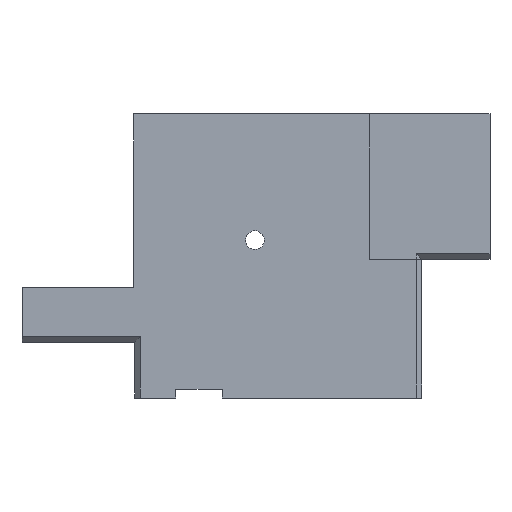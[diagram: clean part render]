
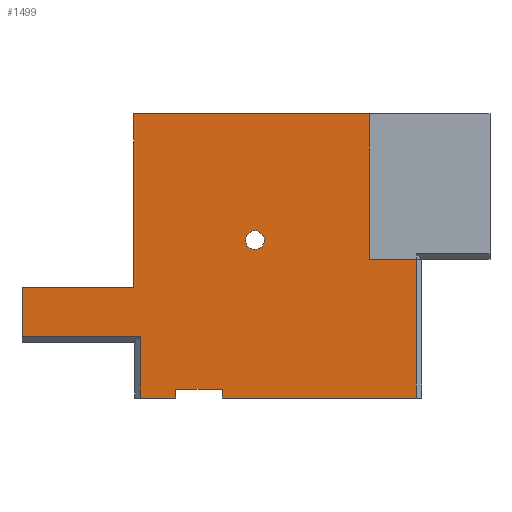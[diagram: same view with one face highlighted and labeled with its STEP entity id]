
A CAD part, front view. The second image highlights one B-rep face of the part: STEP entity #1499.
In plain terms, the highlighted planar face has unit normal (0, -1, 0).
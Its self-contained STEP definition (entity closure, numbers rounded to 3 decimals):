
#52=FACE_BOUND('',#196,.T.);
#65=CIRCLE('',#1597,1.);
#66=CIRCLE('',#1598,1.);
#112=FACE_OUTER_BOUND('',#195,.T.);
#195=EDGE_LOOP('',(#1019,#1020,#1021,#1022,#1023,#1024,#1025,#1026,#1027,
#1028,#1029,#1030,#1031,#1032));
#196=EDGE_LOOP('',(#1033,#1034));
#287=LINE('',#2161,#454);
#291=LINE('',#2172,#458);
#296=LINE('',#2180,#463);
#297=LINE('',#2183,#464);
#303=LINE('',#2195,#470);
#306=LINE('',#2202,#473);
#307=LINE('',#2204,#474);
#308=LINE('',#2206,#475);
#309=LINE('',#2208,#476);
#310=LINE('',#2209,#477);
#311=LINE('',#2211,#478);
#312=LINE('',#2212,#479);
#313=LINE('',#2214,#480);
#314=LINE('',#2215,#481);
#454=VECTOR('',#1730,10.);
#458=VECTOR('',#1738,10.);
#463=VECTOR('',#1745,10.);
#464=VECTOR('',#1748,10.);
#470=VECTOR('',#1756,10.);
#473=VECTOR('',#1763,10.);
#474=VECTOR('',#1764,10.);
#475=VECTOR('',#1765,10.);
#476=VECTOR('',#1766,10.);
#477=VECTOR('',#1767,10.);
#478=VECTOR('',#1768,10.);
#479=VECTOR('',#1769,10.);
#480=VECTOR('',#1770,10.);
#481=VECTOR('',#1771,10.);
#622=VERTEX_POINT('',#2158);
#623=VERTEX_POINT('',#2160);
#627=VERTEX_POINT('',#2170);
#628=VERTEX_POINT('',#2171);
#630=VERTEX_POINT('',#2178);
#631=VERTEX_POINT('',#2182);
#633=VERTEX_POINT('',#2188);
#636=VERTEX_POINT('',#2193);
#638=VERTEX_POINT('',#2201);
#639=VERTEX_POINT('',#2203);
#640=VERTEX_POINT('',#2205);
#641=VERTEX_POINT('',#2207);
#642=VERTEX_POINT('',#2210);
#643=VERTEX_POINT('',#2213);
#644=VERTEX_POINT('',#2216);
#645=VERTEX_POINT('',#2217);
#771=EDGE_CURVE('',#622,#623,#287,.T.);
#776=EDGE_CURVE('',#627,#628,#291,.T.);
#781=EDGE_CURVE('',#630,#627,#296,.T.);
#782=EDGE_CURVE('',#628,#631,#297,.T.);
#788=EDGE_CURVE('',#636,#633,#303,.T.);
#791=EDGE_CURVE('',#630,#638,#306,.T.);
#792=EDGE_CURVE('',#638,#639,#307,.T.);
#793=EDGE_CURVE('',#639,#640,#308,.T.);
#794=EDGE_CURVE('',#640,#641,#309,.T.);
#795=EDGE_CURVE('',#641,#633,#310,.T.);
#796=EDGE_CURVE('',#642,#636,#311,.T.);
#797=EDGE_CURVE('',#642,#623,#312,.T.);
#798=EDGE_CURVE('',#643,#622,#313,.T.);
#799=EDGE_CURVE('',#643,#631,#314,.T.);
#800=EDGE_CURVE('',#644,#645,#65,.T.);
#801=EDGE_CURVE('',#645,#644,#66,.T.);
#1019=ORIENTED_EDGE('',*,*,#781,.F.);
#1020=ORIENTED_EDGE('',*,*,#791,.T.);
#1021=ORIENTED_EDGE('',*,*,#792,.T.);
#1022=ORIENTED_EDGE('',*,*,#793,.T.);
#1023=ORIENTED_EDGE('',*,*,#794,.T.);
#1024=ORIENTED_EDGE('',*,*,#795,.T.);
#1025=ORIENTED_EDGE('',*,*,#788,.F.);
#1026=ORIENTED_EDGE('',*,*,#796,.F.);
#1027=ORIENTED_EDGE('',*,*,#797,.T.);
#1028=ORIENTED_EDGE('',*,*,#771,.F.);
#1029=ORIENTED_EDGE('',*,*,#798,.F.);
#1030=ORIENTED_EDGE('',*,*,#799,.T.);
#1031=ORIENTED_EDGE('',*,*,#782,.F.);
#1032=ORIENTED_EDGE('',*,*,#776,.F.);
#1033=ORIENTED_EDGE('',*,*,#800,.T.);
#1034=ORIENTED_EDGE('',*,*,#801,.T.);
#1439=PLANE('',#1596);
#1499=ADVANCED_FACE('',(#112,#52),#1439,.F.);
#1596=AXIS2_PLACEMENT_3D('',#2200,#1761,#1762);
#1597=AXIS2_PLACEMENT_3D('',#2218,#1772,#1773);
#1598=AXIS2_PLACEMENT_3D('',#2219,#1774,#1775);
#1730=DIRECTION('',(1.,0.,0.));
#1738=DIRECTION('',(-1.,0.,0.));
#1745=DIRECTION('',(0.,0.,1.));
#1748=DIRECTION('',(0.,0.,1.));
#1756=DIRECTION('',(0.,0.,-1.));
#1761=DIRECTION('center_axis',(0.,1.,0.));
#1762=DIRECTION('ref_axis',(0.,0.,
-1.));
#1763=DIRECTION('',(1.,0.,0.));
#1764=DIRECTION('',(0.,0.,1.));
#1765=DIRECTION('',(1.,0.,0.));
#1766=DIRECTION('',(0.,0.,-1.));
#1767=DIRECTION('',(1.,0.,0.));
#1768=DIRECTION('',(1.,0.,0.));
#1769=DIRECTION('',(0.,0.,1.));
#1770=DIRECTION('',(0.,0.,1.));
#1771=DIRECTION('',(-1.,0.,0.));
#1772=DIRECTION('center_axis',(0.,1.,0.));
#1773=DIRECTION('ref_axis',(-1.,0.,0.));
#1774=DIRECTION('center_axis',(0.,1.,0.));
#1775=DIRECTION('ref_axis',(-1.,0.,0.));
#2158=CARTESIAN_POINT('',(-13.,5.8,13.5));
#2160=CARTESIAN_POINT('',(12.25,5.8,13.5));
#2161=CARTESIAN_POINT('',(-4.83,5.8,13.5));
#2170=CARTESIAN_POINT('',(-12.3,5.8,-10.4));
#2171=CARTESIAN_POINT('',(-25.,5.8,-10.4));
#2172=CARTESIAN_POINT('',(-9.755,5.8,-10.4));
#2178=CARTESIAN_POINT('',(-12.3,5.8,-17.));
#2180=CARTESIAN_POINT('',(-12.3,5.8,-9.425));
#2182=CARTESIAN_POINT('',(-25.,5.8,-5.124));
#2183=CARTESIAN_POINT('',(-25.,5.8,-5.124));
#2188=CARTESIAN_POINT('',(17.3,5.8,-17.));
#2193=CARTESIAN_POINT('',(17.3,5.8,-2.1));
#2195=CARTESIAN_POINT('',(17.3,5.8,-1.975));
#2200=CARTESIAN_POINT('Origin',(-0.285,5.8,-1.85));
#2201=CARTESIAN_POINT('',(-8.5,5.8,-17.));
#2202=CARTESIAN_POINT('',(-4.663,5.8,-17.));
#2203=CARTESIAN_POINT('',(-8.5,5.8,-16.05));
#2204=CARTESIAN_POINT('',(-8.5,5.8,-8.95));
#2205=CARTESIAN_POINT('',(-3.5,5.8,-16.05));
#2206=CARTESIAN_POINT('',(-1.625,5.8,-16.05));
#2207=CARTESIAN_POINT('',(-3.5,5.8,-17.));
#2208=CARTESIAN_POINT('',(-3.5,5.8,-8.95));
#2209=CARTESIAN_POINT('',(6.25,5.8,-17.));
#2210=CARTESIAN_POINT('',(12.25,5.8,-2.1));
#2211=CARTESIAN_POINT('',(21.987,5.8,-2.1));
#2212=CARTESIAN_POINT('',(12.25,5.8,10.5));
#2213=CARTESIAN_POINT('',(-13.,5.8,-5.124));
#2214=CARTESIAN_POINT('',(-13.,5.8,10.5));
#2215=CARTESIAN_POINT('',(-13.,5.8,-5.124));
#2216=CARTESIAN_POINT('',(1.,5.8,-0.05));
#2217=CARTESIAN_POINT('',(-1.,5.8,-0.05));
#2218=CARTESIAN_POINT('Origin',(0.,5.8,-0.05));
#2219=CARTESIAN_POINT('Origin',(0.,5.8,-0.05));
